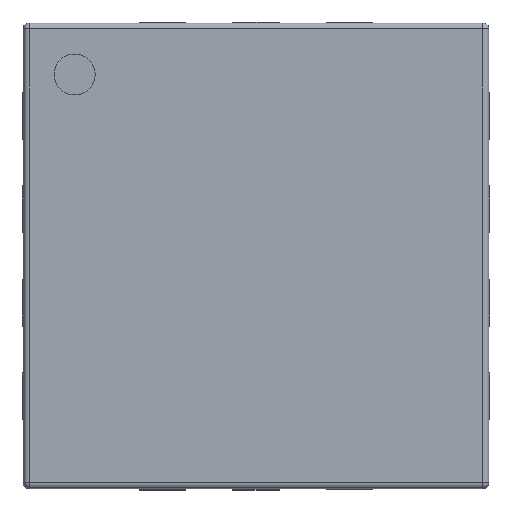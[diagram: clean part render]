
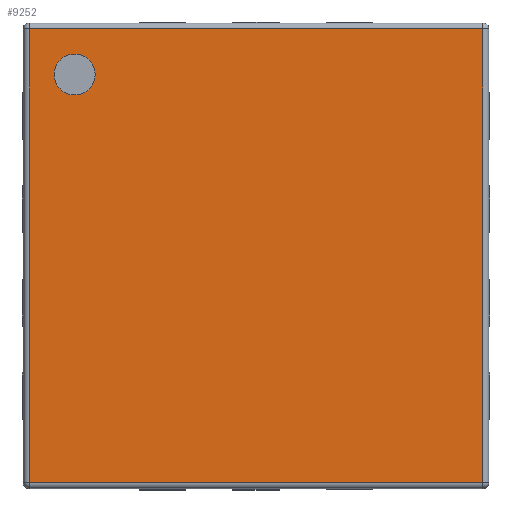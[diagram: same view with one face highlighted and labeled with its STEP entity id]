
A CAD part, top view. The second image highlights one B-rep face of the part: STEP entity #9252.
In plain terms, the highlighted planar face has unit normal (0, 0, 1).
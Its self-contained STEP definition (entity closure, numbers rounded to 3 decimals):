
#2646 = CYLINDRICAL_SURFACE('',#2647,0.05);
#2647 = AXIS2_PLACEMENT_3D('',#2648,#2649,#2650);
#2648 = CARTESIAN_POINT('',(-1.94,-1.94,0.83));
#2649 = DIRECTION('',(0.,1.,0.));
#2650 = DIRECTION('',(-1.,0.,0.));
#7780 = VERTEX_POINT('',#7781);
#7781 = CARTESIAN_POINT('',(-1.94,-1.94,0.88));
#7801 = EDGE_CURVE('',#7780,#7802,#7804,.T.);
#7802 = VERTEX_POINT('',#7803);
#7803 = CARTESIAN_POINT('',(-1.94,1.94,0.88));
#7804 = SURFACE_CURVE('',#7805,(#7809,#7816),.PCURVE_S1.);
#7805 = LINE('',#7806,#7807);
#7806 = CARTESIAN_POINT('',(-1.94,-1.94,0.88));
#7807 = VECTOR('',#7808,1.);
#7808 = DIRECTION('',(0.,1.,0.));
#7809 = PCURVE('',#2646,#7810);
#7810 = DEFINITIONAL_REPRESENTATION('',(#7811),#7815);
#7811 = LINE('',#7812,#7813);
#7812 = CARTESIAN_POINT('',(1.571,0.));
#7813 = VECTOR('',#7814,1.);
#7814 = DIRECTION('',(0.,1.));
#7815 = ( GEOMETRIC_REPRESENTATION_CONTEXT(2) 
PARAMETRIC_REPRESENTATION_CONTEXT() REPRESENTATION_CONTEXT('2D SPACE',''
  ) );
#7816 = PCURVE('',#7817,#7822);
#7817 = PLANE('',#7818);
#7818 = AXIS2_PLACEMENT_3D('',#7819,#7820,#7821);
#7819 = CARTESIAN_POINT('',(-1.99,-1.99,0.88));
#7820 = DIRECTION('',(0.,0.,1.));
#7821 = DIRECTION('',(1.,0.,0.));
#7822 = DEFINITIONAL_REPRESENTATION('',(#7823),#7827);
#7823 = LINE('',#7824,#7825);
#7824 = CARTESIAN_POINT('',(0.05,0.05));
#7825 = VECTOR('',#7826,1.);
#7826 = DIRECTION('',(0.,1.));
#7827 = ( GEOMETRIC_REPRESENTATION_CONTEXT(2) 
PARAMETRIC_REPRESENTATION_CONTEXT() REPRESENTATION_CONTEXT('2D SPACE',''
  ) );
#7997 = CYLINDRICAL_SURFACE('',#7998,0.05);
#7998 = AXIS2_PLACEMENT_3D('',#7999,#8000,#8001);
#7999 = CARTESIAN_POINT('',(-1.99,-1.94,0.83));
#8000 = DIRECTION('',(1.,0.,0.));
#8001 = DIRECTION('',(0.,-1.,0.));
#8405 = CYLINDRICAL_SURFACE('',#8406,0.05);
#8406 = AXIS2_PLACEMENT_3D('',#8407,#8408,#8409);
#8407 = CARTESIAN_POINT('',(-1.99,1.94,0.83));
#8408 = DIRECTION('',(1.,0.,0.));
#8409 = DIRECTION('',(0.,1.,0.));
#8786 = CYLINDRICAL_SURFACE('',#8787,0.05);
#8787 = AXIS2_PLACEMENT_3D('',#8788,#8789,#8790);
#8788 = CARTESIAN_POINT('',(1.94,1.94,0.83));
#8789 = DIRECTION('',(-0.,-1.,-0.));
#8790 = DIRECTION('',(0.,0.,1.));
#9252 = ADVANCED_FACE('',(#9253,#9323),#7817,.T.);
#9253 = FACE_BOUND('',#9254,.T.);
#9254 = EDGE_LOOP('',(#9255,#9278,#9301,#9322));
#9255 = ORIENTED_EDGE('',*,*,#9256,.T.);
#9256 = EDGE_CURVE('',#7780,#9257,#9259,.T.);
#9257 = VERTEX_POINT('',#9258);
#9258 = CARTESIAN_POINT('',(1.94,-1.94,0.88));
#9259 = SURFACE_CURVE('',#9260,(#9264,#9271),.PCURVE_S1.);
#9260 = LINE('',#9261,#9262);
#9261 = CARTESIAN_POINT('',(-1.99,-1.94,0.88));
#9262 = VECTOR('',#9263,1.);
#9263 = DIRECTION('',(1.,0.,0.));
#9264 = PCURVE('',#7817,#9265);
#9265 = DEFINITIONAL_REPRESENTATION('',(#9266),#9270);
#9266 = LINE('',#9267,#9268);
#9267 = CARTESIAN_POINT('',(0.,0.05));
#9268 = VECTOR('',#9269,1.);
#9269 = DIRECTION('',(1.,0.));
#9270 = ( GEOMETRIC_REPRESENTATION_CONTEXT(2) 
PARAMETRIC_REPRESENTATION_CONTEXT() REPRESENTATION_CONTEXT('2D SPACE',''
  ) );
#9271 = PCURVE('',#7997,#9272);
#9272 = DEFINITIONAL_REPRESENTATION('',(#9273),#9277);
#9273 = LINE('',#9274,#9275);
#9274 = CARTESIAN_POINT('',(-1.571,0.));
#9275 = VECTOR('',#9276,1.);
#9276 = DIRECTION('',(-0.,1.));
#9277 = ( GEOMETRIC_REPRESENTATION_CONTEXT(2) 
PARAMETRIC_REPRESENTATION_CONTEXT() REPRESENTATION_CONTEXT('2D SPACE',''
  ) );
#9278 = ORIENTED_EDGE('',*,*,#9279,.F.);
#9279 = EDGE_CURVE('',#9280,#9257,#9282,.T.);
#9280 = VERTEX_POINT('',#9281);
#9281 = CARTESIAN_POINT('',(1.94,1.94,0.88));
#9282 = SURFACE_CURVE('',#9283,(#9287,#9294),.PCURVE_S1.);
#9283 = LINE('',#9284,#9285);
#9284 = CARTESIAN_POINT('',(1.94,1.94,0.88));
#9285 = VECTOR('',#9286,1.);
#9286 = DIRECTION('',(-0.,-1.,-0.));
#9287 = PCURVE('',#7817,#9288);
#9288 = DEFINITIONAL_REPRESENTATION('',(#9289),#9293);
#9289 = LINE('',#9290,#9291);
#9290 = CARTESIAN_POINT('',(3.93,3.93));
#9291 = VECTOR('',#9292,1.);
#9292 = DIRECTION('',(-0.,-1.));
#9293 = ( GEOMETRIC_REPRESENTATION_CONTEXT(2) 
PARAMETRIC_REPRESENTATION_CONTEXT() REPRESENTATION_CONTEXT('2D SPACE',''
  ) );
#9294 = PCURVE('',#8786,#9295);
#9295 = DEFINITIONAL_REPRESENTATION('',(#9296),#9300);
#9296 = LINE('',#9297,#9298);
#9297 = CARTESIAN_POINT('',(-0.,0.));
#9298 = VECTOR('',#9299,1.);
#9299 = DIRECTION('',(-0.,1.));
#9300 = ( GEOMETRIC_REPRESENTATION_CONTEXT(2) 
PARAMETRIC_REPRESENTATION_CONTEXT() REPRESENTATION_CONTEXT('2D SPACE',''
  ) );
#9301 = ORIENTED_EDGE('',*,*,#9302,.F.);
#9302 = EDGE_CURVE('',#7802,#9280,#9303,.T.);
#9303 = SURFACE_CURVE('',#9304,(#9308,#9315),.PCURVE_S1.);
#9304 = LINE('',#9305,#9306);
#9305 = CARTESIAN_POINT('',(-1.99,1.94,0.88));
#9306 = VECTOR('',#9307,1.);
#9307 = DIRECTION('',(1.,0.,0.));
#9308 = PCURVE('',#7817,#9309);
#9309 = DEFINITIONAL_REPRESENTATION('',(#9310),#9314);
#9310 = LINE('',#9311,#9312);
#9311 = CARTESIAN_POINT('',(0.,3.93));
#9312 = VECTOR('',#9313,1.);
#9313 = DIRECTION('',(1.,0.));
#9314 = ( GEOMETRIC_REPRESENTATION_CONTEXT(2) 
PARAMETRIC_REPRESENTATION_CONTEXT() REPRESENTATION_CONTEXT('2D SPACE',''
  ) );
#9315 = PCURVE('',#8405,#9316);
#9316 = DEFINITIONAL_REPRESENTATION('',(#9317),#9321);
#9317 = LINE('',#9318,#9319);
#9318 = CARTESIAN_POINT('',(1.571,0.));
#9319 = VECTOR('',#9320,1.);
#9320 = DIRECTION('',(0.,1.));
#9321 = ( GEOMETRIC_REPRESENTATION_CONTEXT(2) 
PARAMETRIC_REPRESENTATION_CONTEXT() REPRESENTATION_CONTEXT('2D SPACE',''
  ) );
#9322 = ORIENTED_EDGE('',*,*,#7801,.F.);
#9323 = FACE_BOUND('',#9324,.T.);
#9324 = EDGE_LOOP('',(#9325));
#9325 = ORIENTED_EDGE('',*,*,#9326,.F.);
#9326 = EDGE_CURVE('',#9327,#9327,#9329,.T.);
#9327 = VERTEX_POINT('',#9328);
#9328 = CARTESIAN_POINT('',(-1.375,-1.55,0.88));
#9329 = SURFACE_CURVE('',#9330,(#9335,#9342),.PCURVE_S1.);
#9330 = CIRCLE('',#9331,0.175);
#9331 = AXIS2_PLACEMENT_3D('',#9332,#9333,#9334);
#9332 = CARTESIAN_POINT('',(-1.55,-1.55,0.88));
#9333 = DIRECTION('',(0.,0.,1.));
#9334 = DIRECTION('',(1.,0.,0.));
#9335 = PCURVE('',#7817,#9336);
#9336 = DEFINITIONAL_REPRESENTATION('',(#9337),#9341);
#9337 = CIRCLE('',#9338,0.175);
#9338 = AXIS2_PLACEMENT_2D('',#9339,#9340);
#9339 = CARTESIAN_POINT('',(0.44,0.44));
#9340 = DIRECTION('',(1.,0.));
#9341 = ( GEOMETRIC_REPRESENTATION_CONTEXT(2) 
PARAMETRIC_REPRESENTATION_CONTEXT() REPRESENTATION_CONTEXT('2D SPACE',''
  ) );
#9342 = PCURVE('',#9343,#9348);
#9343 = CYLINDRICAL_SURFACE('',#9344,0.175);
#9344 = AXIS2_PLACEMENT_3D('',#9345,#9346,#9347);
#9345 = CARTESIAN_POINT('',(-1.55,-1.55,0.88));
#9346 = DIRECTION('',(-0.,-0.,-1.));
#9347 = DIRECTION('',(1.,0.,0.));
#9348 = DEFINITIONAL_REPRESENTATION('',(#9349),#9353);
#9349 = LINE('',#9350,#9351);
#9350 = CARTESIAN_POINT('',(-0.,0.));
#9351 = VECTOR('',#9352,1.);
#9352 = DIRECTION('',(-1.,0.));
#9353 = ( GEOMETRIC_REPRESENTATION_CONTEXT(2) 
PARAMETRIC_REPRESENTATION_CONTEXT() REPRESENTATION_CONTEXT('2D SPACE',''
  ) );
